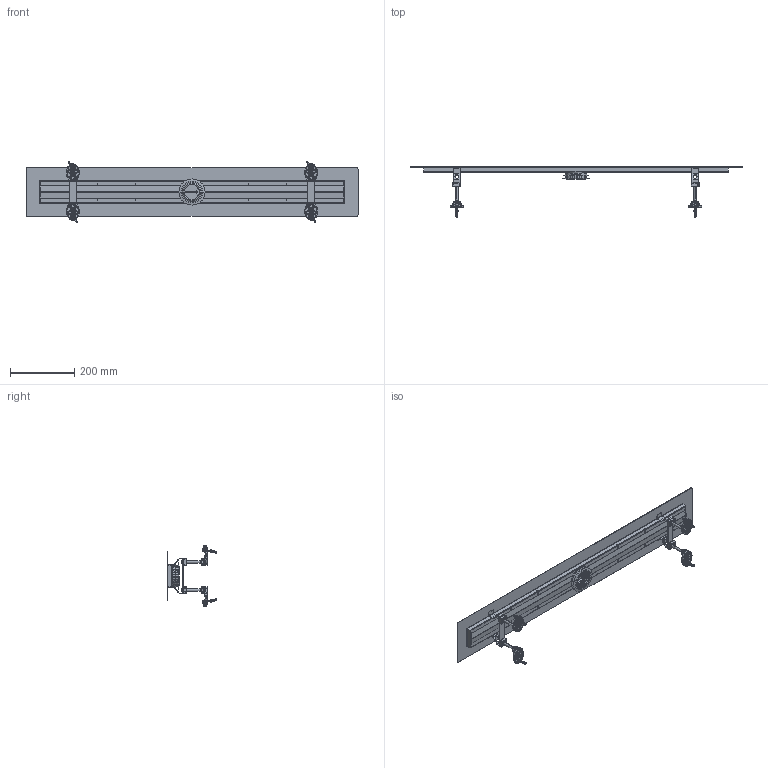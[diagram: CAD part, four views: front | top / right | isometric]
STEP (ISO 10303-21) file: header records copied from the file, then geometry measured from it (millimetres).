
FILE_DESCRIPTION((''),'2;1');
FILE_NAME('651000_ASM','2011-08-25T',('mwillers'),('NET'),'PRO/ENGINEER BY PARAMETRIC TECHNOLOGY CORPORATION, 2010040','PRO/ENGINEER BY PARAMETRIC TECHNOLOGY CORPORATION, 2010040','');
FILE_SCHEMA(('AUTOMOTIVE_DESIGN_CC2 { 1 2 10303 214 -1 1 5 2 }'));
Products named in the file (25): AT144_001_03_PLANER; DR000_010_00; DR000_011_02; AT145_001_03_PLANER_ASM; KT400_082_00; DR100_011_01; AT146_007_03; DR100_006_01; AT149_001_00; AT145_002_03_ASM; DR108_000_81_ASM; AT149_014_00; AT149_015_00; AT149_017_00; AT148_005_00_ASM; AT149_013_00; AT149_023_00; AT148_006_00_ASM; AT149_025_00; AT149_016_01; PR980_190_00; AT149_024_00; AT148_007_01_ASM; 660003_ASM; 651000_ASM
Assembly tree (37 placements, depth 5):
  651000_ASM
    DR108_000_81_ASM
      AT145_001_03_PLANER_ASM
        AT144_001_03_PLANER
        DR000_010_00
        DR000_011_02  x2
      KT400_082_00
      DR100_011_01
      AT145_002_03_ASM
        AT146_007_03
        DR100_006_01  x10
        AT149_001_00
    660003_ASM  x4
      AT148_006_00_ASM
        AT149_014_00
        AT148_005_00_ASM
          AT149_015_00
          AT149_017_00
        AT149_013_00
        AT149_023_00
      AT148_007_01_ASM
        AT149_025_00
        AT149_016_01
        PR980_190_00
        AT149_024_00
Bounding box: 1035 x 155.84 x 191.05 mm (x, y, z)
Volume: 396145.6 mm3; surface area: 626729.8 mm2
Topology: 54 solids, 54 shells, 9264 faces, 25251 edges, 16450 vertices
Faces by surface type: plane 6815, cone 666, cylinder 665, bspline 546, torus 504, sphere 68
Entity records: 113800 total; most frequent: CARTESIAN_POINT 30854, ORIENTED_EDGE 14352, DIRECTION 11740, EDGE_CURVE 7176, PRESENTATION_STYLE_ASSIGNMENT 6107, STYLED_ITEM 6107, CURVE_STYLE 6096, VERTEX_POINT 4647
